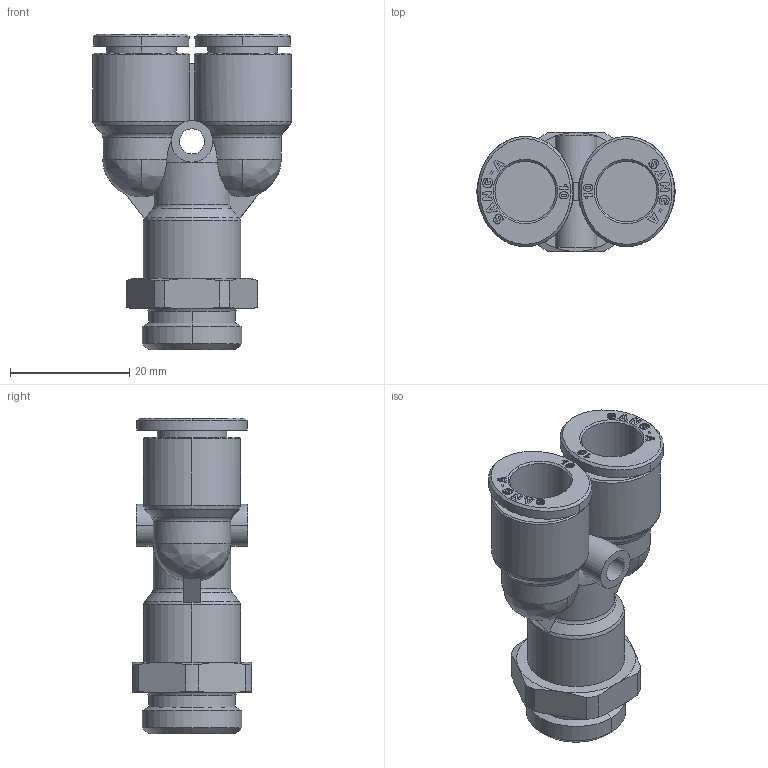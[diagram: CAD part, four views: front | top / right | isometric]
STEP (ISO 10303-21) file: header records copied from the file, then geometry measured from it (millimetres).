
FILE_DESCRIPTION (( 'STEP AP214' ), '1' );
FILE_NAME ('PWT10-G03.stp', '2015-09-24T12:44:29', ( '' ), ( '' ), 'SwSTEP 2.0', 'SolidWorks 2015', '' );
FILE_SCHEMA (( 'AUTOMOTIVE_DESIGN' ));
Length unit declared in the file: millimetre
Products named in the file (2): PWT10-G03; ｦ+ﾃｦ1
Assembly tree (1 placements, depth 2):
  PWT10-G03
    ｦ+ﾃｦ1
Bounding box: 33.3 x 20 x 53 mm (x, y, z)
Volume: 11334.4 mm3; surface area: 7425.2 mm2
Topology: 1 solids, 1 shells, 905 faces, 2587 edges, 1716 vertices
Faces by surface type: plane 786, cone 41, cylinder 39, bspline 33, torus 6
Entity records: 32059 total; most frequent: CARTESIAN_POINT 7395, ORIENTED_EDGE 5174, DIRECTION 4360, EDGE_CURVE 2587, VECTOR 2298, LINE 2298, VERTEX_POINT 1716, AXIS2_PLACEMENT_3D 1031
